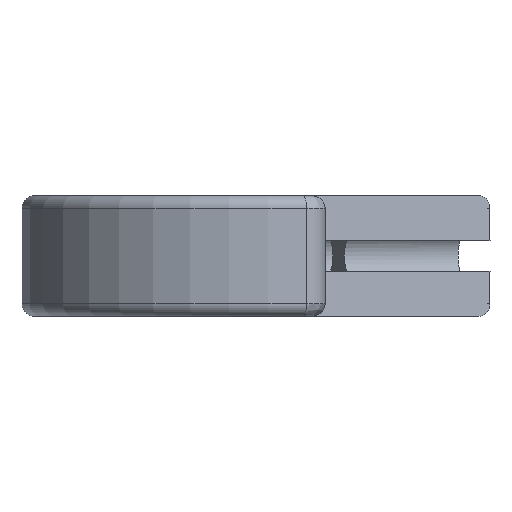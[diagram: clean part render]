
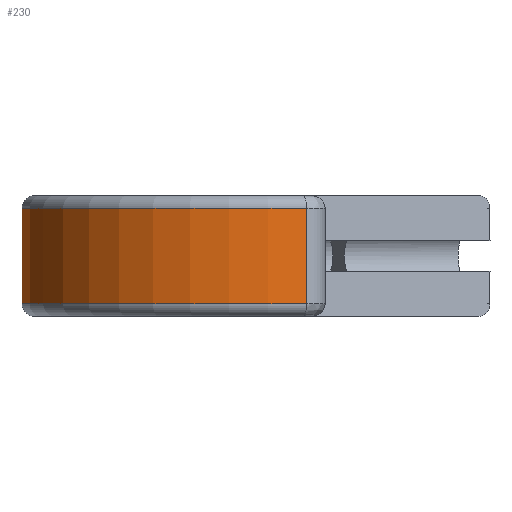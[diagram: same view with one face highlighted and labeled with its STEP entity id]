
A CAD part, left-side view. The second image highlights one B-rep face of the part: STEP entity #230.
In plain terms, the highlighted cylindrical face has radius 17.816 mm (diameter 35.633 mm), a partial arc.
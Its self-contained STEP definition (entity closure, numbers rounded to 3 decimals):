
#128=CYLINDRICAL_SURFACE('',#1289,17.816);
#162=FACE_OUTER_BOUND('',#345,.T.);
#230=ADVANCED_FACE('',(#162),#128,.T.);
#345=EDGE_LOOP('',(#583,#584,#585,#586));
#434=CIRCLE('',#1287,17.816);
#435=CIRCLE('',#1288,17.816);
#583=ORIENTED_EDGE('',*,*,#1000,.T.);
#584=ORIENTED_EDGE('',*,*,#1002,.T.);
#585=ORIENTED_EDGE('',*,*,#966,.F.);
#586=ORIENTED_EDGE('',*,*,#1003,.T.);
#863=VERTEX_POINT('',#1876);
#864=VERTEX_POINT('',#1877);
#885=VERTEX_POINT('',#2038);
#886=VERTEX_POINT('',#2040);
#966=EDGE_CURVE('',#863,#864,#1110,.T.);
#1000=EDGE_CURVE('',#886,#885,#1130,.T.);
#1002=EDGE_CURVE('',#885,#864,#434,.T.);
#1003=EDGE_CURVE('',#863,#886,#435,.T.);
#1110=LINE('',#1875,#1189);
#1130=LINE('',#2039,#1209);
#1189=VECTOR('',#1471,1.);
#1209=VECTOR('',#1531,1.);
#1287=AXIS2_PLACEMENT_3D('',#2043,#1536,#1537);
#1288=AXIS2_PLACEMENT_3D('',#2044,#1538,#1539);
#1289=AXIS2_PLACEMENT_3D('',#2045,#1540,#1541);
#1471=DIRECTION('',(0.,0.,-1.));
#1531=DIRECTION('',(0.,0.,-1.));
#1536=DIRECTION('',(0.,0.,1.));
#1537=DIRECTION('',(1.,0.,0.));
#1538=DIRECTION('',(0.,0.,-1.));
#1539=DIRECTION('',(1.,0.,0.));
#1540=DIRECTION('',(0.,0.,-1.));
#1541=DIRECTION('',(-1.,0.,0.));
#1875=CARTESIAN_POINT('',(-35.015,2.35,9.5));
#1876=CARTESIAN_POINT('',(-35.015,2.35,8.5));
#1877=CARTESIAN_POINT('',(-35.015,2.35,1.));
#2038=CARTESIAN_POINT('',(-3.352,17.403,1.));
#2039=CARTESIAN_POINT('',(-3.352,17.403,9.5));
#2040=CARTESIAN_POINT('',(-3.352,17.403,8.5));
#2043=CARTESIAN_POINT('',(-17.816,7.,1.));
#2044=CARTESIAN_POINT('',(-17.816,7.,8.5));
#2045=CARTESIAN_POINT('',(-17.816,7.,9.5));
